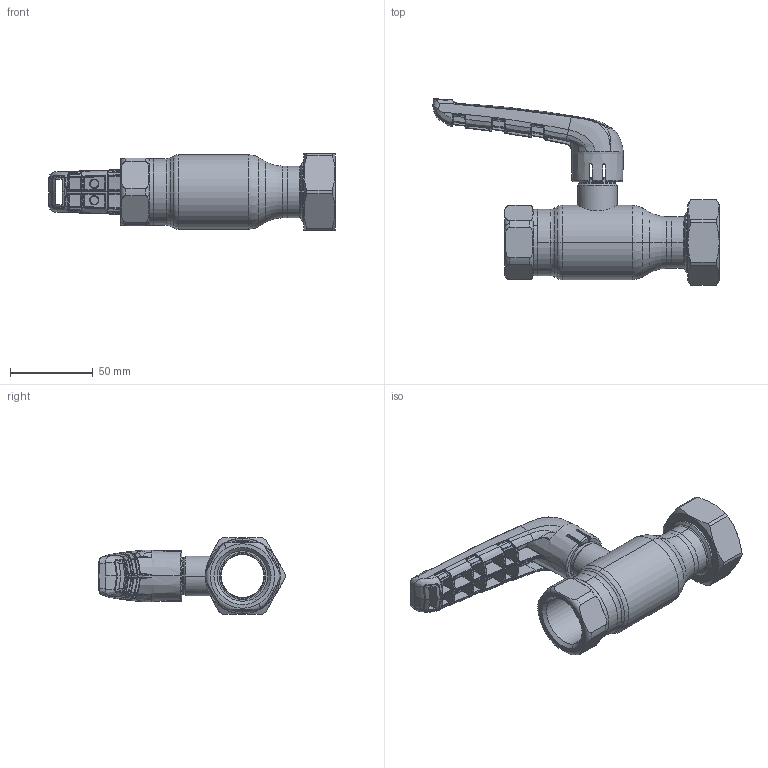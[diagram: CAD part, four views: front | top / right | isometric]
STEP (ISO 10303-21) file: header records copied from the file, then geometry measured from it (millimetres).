
FILE_DESCRIPTION (( 'STEP AP214' ), '1' );
FILE_NAME ('1025002200-xxxx.step', '2019-05-07T11:43:35', ( '' ), ( '' ), 'SwSTEP 2.0', 'SolidWorks 2017', '' );
FILE_SCHEMA (( 'AUTOMOTIVE_DESIGN' ));
Length unit declared in the file: millimetre
Products named in the file (1): 1025002200-xxxx
Bounding box: 173.27 x 113.11 x 46 mm (x, y, z)
Surface area: 45820.9 mm2 (no closed solid volume)
Topology: 0 solids, 10 shells, 789 faces, 2409 edges, 1528 vertices
Faces by surface type: bspline 597, plane 64, cylinder 55, cone 31, torus 30, sphere 12
Entity records: 59650 total; most frequent: CARTESIAN_POINT 35054, ORIENTED_EDGE 4055, EDGE_CURVE 2397, DIRECTION 1762, B_SPLINE_CURVE_WITH_KNOTS 1618, VERTEX_POINT 1524, EDGE_LOOP 811, AXIS2_PLACEMENT_3D 792
